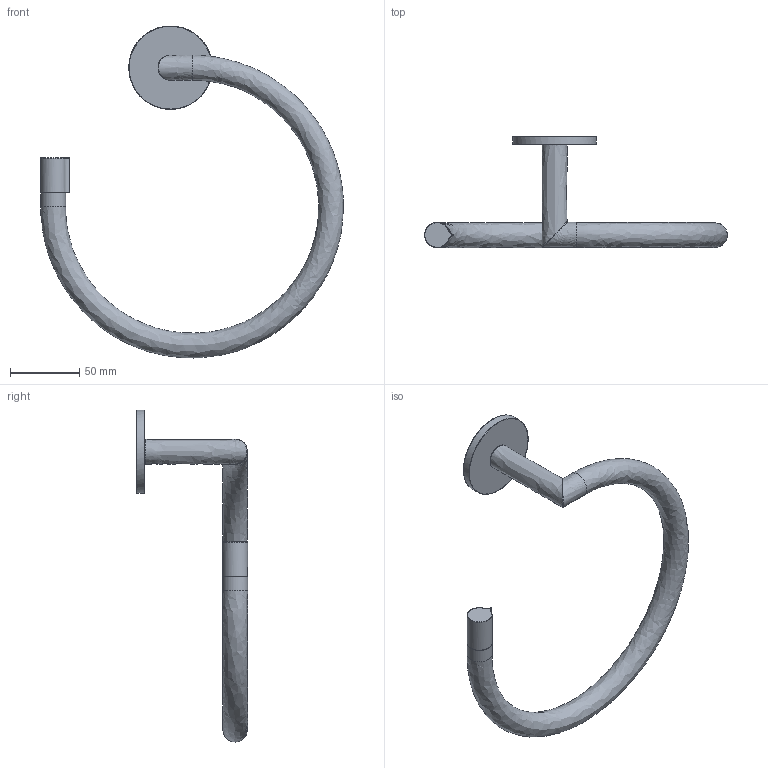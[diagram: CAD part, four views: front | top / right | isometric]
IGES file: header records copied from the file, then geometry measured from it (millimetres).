
Start section: C
Global section: file name: GTA08-00.igs; native system: By Siemens PLM Incorporated; preprocessor: XPlus GENERIC/IGES 27.1.215; author: Author; organization: Title; date: 20260219.102625; units: millimetre
Bounding box: 217.91 x 80 x 238.98 mm (x, y, z)
Volume: 55126.1 mm3; surface area: 69591.3 mm2
Topology: 5 solids, 5 shells, 126 faces, 302 edges, 188 vertices
Faces by surface type: bspline 126
